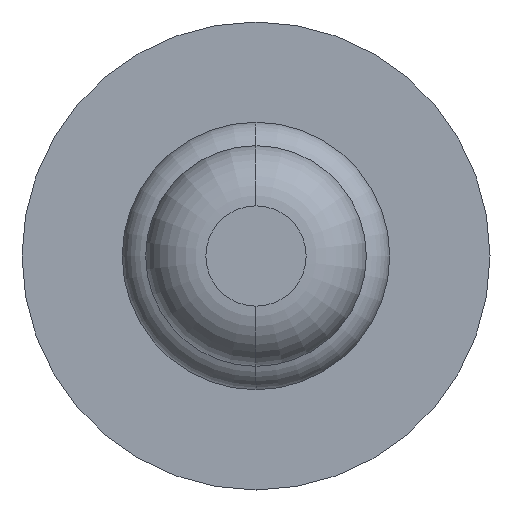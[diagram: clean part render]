
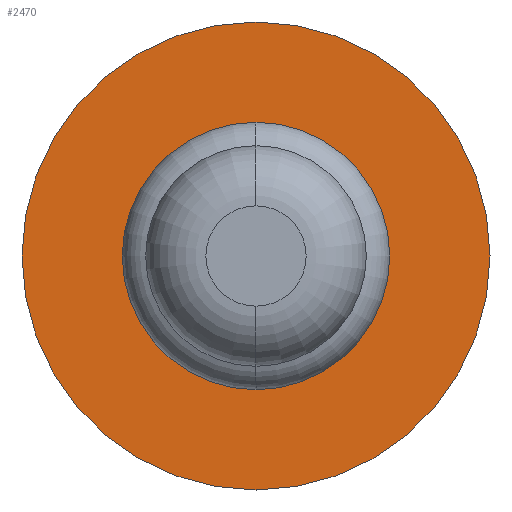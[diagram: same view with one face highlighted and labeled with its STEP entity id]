
A CAD part, front view. The second image highlights one B-rep face of the part: STEP entity #2470.
In plain terms, the highlighted planar face has unit normal (0, -1, 0).
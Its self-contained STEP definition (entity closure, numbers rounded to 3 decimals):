
#1 = AXIS2_PLACEMENT_3D ( 'NONE', #1485, #3621, #3630 ) ;
#45 = EDGE_CURVE ( 'Defeature ausgef�hrt1_12+Defeature ausgef�hrt1_11+Defeature ausgef�hrt1_11+Defeature ausgef�hrt1_11', #226, #259, #2429, .T. ) ;
#167 = EDGE_LOOP ( 'NONE', ( #3569, #547 ) ) ;
#226 = VERTEX_POINT ( 'NONE', #548 ) ;
#259 = VERTEX_POINT ( 'NONE', #3900 ) ;
#374 = DIRECTION ( 'NONE',  ( 0., 1., 0. ) ) ;
#463 = EDGE_CURVE ( 'Defeature ausgef�hrt1_11+Defeature ausgef�hrt1_10+Defeature ausgef�hrt1_10+Defeature ausgef�hrt1_10', #1177, #1117, #2766, .T. ) ;
#467 = ORIENTED_EDGE ( 'NONE', *, *, #45, .F. ) ;
#538 = AXIS2_PLACEMENT_3D ( 'NONE', #2899, #1970, #2259 ) ;
#547 = ORIENTED_EDGE ( 'NONE', *, *, #2301, .T. ) ;
#548 = CARTESIAN_POINT ( 'NONE',  ( 1.75, 5., 0. ) ) ;
#616 = AXIS2_PLACEMENT_3D ( 'NONE', #3715, #3056, #3074 ) ;
#1117 = VERTEX_POINT ( 'NONE', #2065 ) ;
#1124 = AXIS2_PLACEMENT_3D ( 'NONE', #3133, #374, #3145 ) ;
#1170 = DIRECTION ( 'NONE',  ( 0., 1., 0. ) ) ;
#1177 = VERTEX_POINT ( 'NONE', #1198 ) ;
#1198 = CARTESIAN_POINT ( 'NONE',  ( -0.64, 5., 0. ) ) ;
#1374 = CIRCLE ( 'NONE', #3051, 1.75 ) ;
#1485 = CARTESIAN_POINT ( 'NONE',  ( 0., 5., 0. ) ) ;
#1555 = PLANE ( 'NONE',  #616 ) ;
#1970 = DIRECTION ( 'NONE',  ( 0., 1., 0. ) ) ;
#1974 = ORIENTED_EDGE ( 'NONE', *, *, #3371, .F. ) ;
#2065 = CARTESIAN_POINT ( 'NONE',  ( 0.64, 5., 0. ) ) ;
#2104 = FACE_OUTER_BOUND ( 'NONE', #2505, .T. ) ;
#2259 = DIRECTION ( 'NONE',  ( -1., 0., 0. ) ) ;
#2301 = EDGE_CURVE ( 'Defeature ausgef�hrt1_11+Defeature ausgef�hrt1_10+Defeature ausgef�hrt1_10+Defeature ausgef�hrt1_10', #1117, #1177, #3844, .T. ) ;
#2429 = CIRCLE ( 'NONE', #538, 1.75 ) ;
#2470 = ADVANCED_FACE ( 'Defeature ausgef�hrt1_11', ( #2104, #2686 ), #1555, .F. ) ;
#2505 = EDGE_LOOP ( 'NONE', ( #1974, #467 ) ) ;
#2686 = FACE_BOUND ( 'NONE', #167, .T. ) ;
#2766 = CIRCLE ( 'NONE', #1124, 0.64 ) ;
#2899 = CARTESIAN_POINT ( 'NONE',  ( 0., 5., 0. ) ) ;
#3051 = AXIS2_PLACEMENT_3D ( 'NONE', #3622, #1170, #3307 ) ;
#3056 = DIRECTION ( 'NONE',  ( 0., 1., 0. ) ) ;
#3074 = DIRECTION ( 'NONE',  ( -1., 0., 0. ) ) ;
#3133 = CARTESIAN_POINT ( 'NONE',  ( 0., 5., 0. ) ) ;
#3145 = DIRECTION ( 'NONE',  ( -1., 0., 0. ) ) ;
#3307 = DIRECTION ( 'NONE',  ( -1., 0., 0. ) ) ;
#3371 = EDGE_CURVE ( 'Defeature ausgef�hrt1_12+Defeature ausgef�hrt1_11+Defeature ausgef�hrt1_11+Defeature ausgef�hrt1_11', #259, #226, #1374, .T. ) ;
#3569 = ORIENTED_EDGE ( 'NONE', *, *, #463, .T. ) ;
#3621 = DIRECTION ( 'NONE',  ( 0., 1., 0. ) ) ;
#3622 = CARTESIAN_POINT ( 'NONE',  ( 0., 5., 0. ) ) ;
#3630 = DIRECTION ( 'NONE',  ( -1., 0., 0. ) ) ;
#3715 = CARTESIAN_POINT ( 'NONE',  ( 1.75, 5., 0. ) ) ;
#3844 = CIRCLE ( 'NONE', #1, 0.64 ) ;
#3900 = CARTESIAN_POINT ( 'NONE',  ( -1.75, 5., 0. ) ) ;
